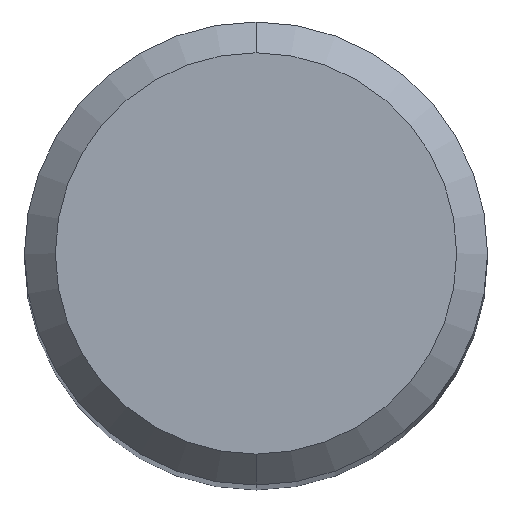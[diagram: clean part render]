
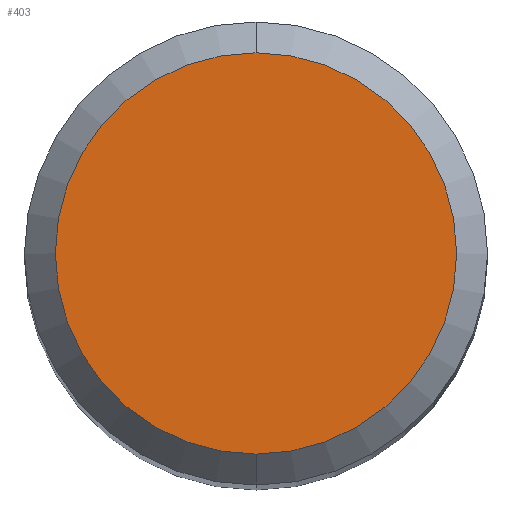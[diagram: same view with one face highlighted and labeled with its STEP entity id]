
A CAD part, top view. The second image highlights one B-rep face of the part: STEP entity #403.
In plain terms, the highlighted planar face has unit normal (0, 0, 1).
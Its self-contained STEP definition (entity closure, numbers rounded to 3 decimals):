
#291=VERTEX_POINT('',#610);
#339=VERTEX_POINT('',#663);
#385=EDGE_CURVE('',#291,#339,#715,.T.);
#393=EDGE_CURVE('',#339,#291,#723,.T.);
#403=ADVANCED_FACE('',(#734),#735,.T.);
#610=CARTESIAN_POINT('',(0.0,2.6,0.0));
#663=CARTESIAN_POINT('',(0.,-2.6,0.0));
#715=CIRCLE('',#1289,2.6);
#723=CIRCLE('',#1326,2.6);
#734=FACE_OUTER_BOUND('',#1337,.T.);
#735=PLANE('',#1338);
#1289=AXIS2_PLACEMENT_3D('',#1713,#1714,#1715);
#1326=AXIS2_PLACEMENT_3D('',#1719,#1720,#1721);
#1337=EDGE_LOOP('',(#1731,#1732));
#1338=AXIS2_PLACEMENT_3D('',#1733,#1734,#1735);
#1713=CARTESIAN_POINT('',(0.0,0.0,0.0));
#1714=DIRECTION('',(0.0,0.0,-1.0));
#1715=DIRECTION('',(0.0,1.0,0.0));
#1719=CARTESIAN_POINT('',(0.0,0.0,0.0));
#1720=DIRECTION('',(0.0,0.0,-1.0));
#1721=DIRECTION('',(0.0,1.0,0.0));
#1731=ORIENTED_EDGE('',*,*,#385,.F.);
#1732=ORIENTED_EDGE('',*,*,#393,.F.);
#1733=CARTESIAN_POINT('',(0.0,1.3,0.0));
#1734=DIRECTION('',(-0.0,0.0,1.0));
#1735=DIRECTION('',(0.0,-1.0,0.0));
